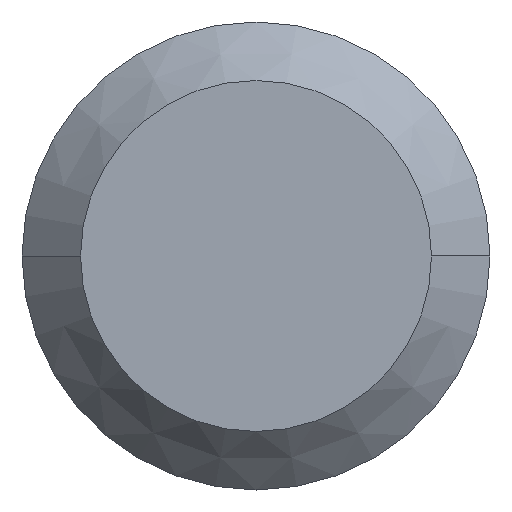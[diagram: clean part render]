
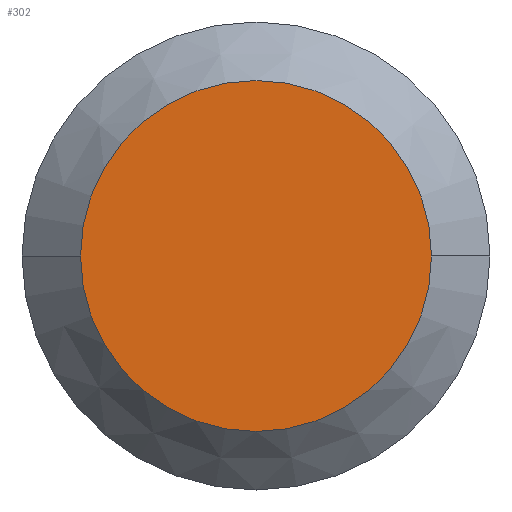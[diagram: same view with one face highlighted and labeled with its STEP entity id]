
A CAD part, left-side view. The second image highlights one B-rep face of the part: STEP entity #302.
In plain terms, the highlighted planar face has unit normal (-1, 0, 0).
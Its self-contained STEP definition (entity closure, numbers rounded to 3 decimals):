
#17 = AXIS2_PLACEMENT_3D ( 'NONE', #181, #294, #127 ) ;
#19 = ORIENTED_EDGE ( 'NONE', *, *, #359, .F. ) ;
#46 = VERTEX_POINT ( 'NONE', #114 ) ;
#56 = FACE_OUTER_BOUND ( 'NONE', #308, .T. ) ;
#66 = EDGE_CURVE ( 'NONE', #162, #46, #87, .T. ) ;
#72 = DIRECTION ( 'NONE',  ( 0., -1., 0. ) ) ;
#87 = CIRCLE ( 'NONE', #255, 1.5 ) ;
#114 = CARTESIAN_POINT ( 'NONE',  ( -44., 1.5, 0. ) ) ;
#123 = ORIENTED_EDGE ( 'NONE', *, *, #66, .F. ) ;
#127 = DIRECTION ( 'NONE',  ( 0., 1., 0. ) ) ;
#162 = VERTEX_POINT ( 'NONE', #287 ) ;
#177 = CARTESIAN_POINT ( 'NONE',  ( -44., 0., 0. ) ) ;
#179 = CIRCLE ( 'NONE', #17, 1.5 ) ;
#181 = CARTESIAN_POINT ( 'NONE',  ( -44., 0., 0. ) ) ;
#184 = PLANE ( 'NONE',  #363 ) ;
#194 = DIRECTION ( 'NONE',  ( 0., 1., 0. ) ) ;
#238 = DIRECTION ( 'NONE',  ( -1., 0., 0. ) ) ;
#255 = AXIS2_PLACEMENT_3D ( 'NONE', #177, #364, #194 ) ;
#287 = CARTESIAN_POINT ( 'NONE',  ( -44., -1.5, 0. ) ) ;
#294 = DIRECTION ( 'NONE',  ( 1., 0., 0. ) ) ;
#302 = ADVANCED_FACE ( 'NONE', ( #56 ), #184, .T. ) ;
#308 = EDGE_LOOP ( 'NONE', ( #19, #123 ) ) ;
#313 = CARTESIAN_POINT ( 'NONE',  ( -44., 0., 0. ) ) ;
#359 = EDGE_CURVE ( 'NONE', #46, #162, #179, .T. ) ;
#363 = AXIS2_PLACEMENT_3D ( 'NONE', #313, #238, #72 ) ;
#364 = DIRECTION ( 'NONE',  ( 1., 0., 0. ) ) ;
